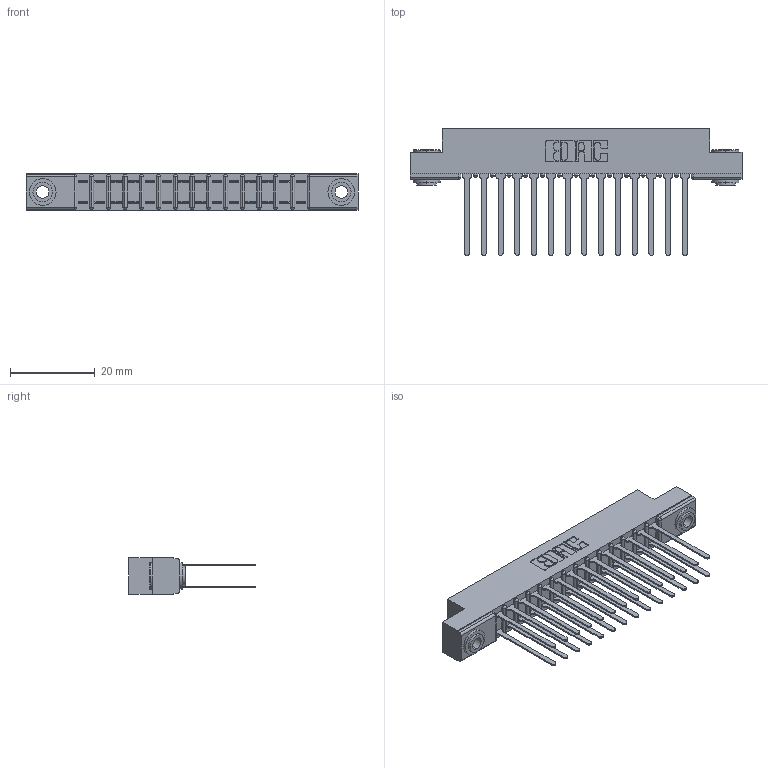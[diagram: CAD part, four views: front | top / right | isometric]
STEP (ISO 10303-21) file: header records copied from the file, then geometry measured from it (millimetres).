
FILE_DESCRIPTION (( 'STEP AP203' ), '1' );
FILE_NAME ('307-028-540-203.STEP', '2019-09-05T23:46:51', ( '' ), ( '' ), 'SwSTEP 2.0', 'SolidWorks 2016', '' );
FILE_SCHEMA (( 'CONFIG_CONTROL_DESIGN' ));
Length unit declared in the file: inch
Products named in the file (4): 345-250-002_345-250-002-102; 307-290-001_540; 307 Part_.156 Dia Mounting Holes; 307-028-540-203
Assembly tree (31 placements, depth 2):
  307-028-540-203
    307 Part_.156 Dia Mounting Holes
    307-290-001_540  x28
    345-250-002_345-250-002-102  x2
Bounding box: 78.49 x 30 x 8.71 mm (x, y, z)
Volume: 5292.4 mm3; surface area: 10069.8 mm2
Topology: 31 solids, 31 shells, 1473 faces, 4075 edges, 2634 vertices
Faces by surface type: plane 962, cylinder 473, sphere 30, cone 8
Entity records: 16935 total; most frequent: CARTESIAN_POINT 2759, DIRECTION 2729, ORIENTED_EDGE 2722, EDGE_CURVE 1361, LINE 1025, VECTOR 1025, VERTEX_POINT 882, AXIS2_PLACEMENT_3D 852
